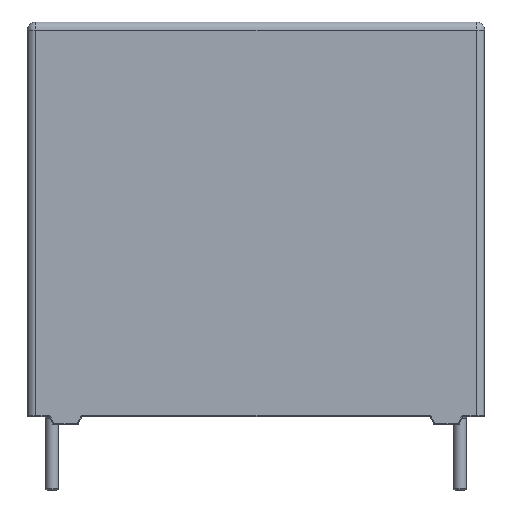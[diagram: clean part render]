
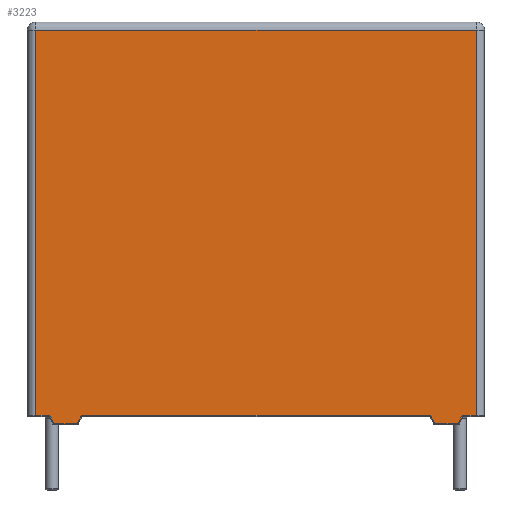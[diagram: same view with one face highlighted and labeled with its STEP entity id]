
A CAD part, front view. The second image highlights one B-rep face of the part: STEP entity #3223.
In plain terms, the highlighted planar face has unit normal (0, -1, 0).
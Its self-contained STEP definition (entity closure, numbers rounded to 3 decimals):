
#32 = EDGE_CURVE ( 'NONE', #1008, #5169, #4495, .T. ) ;
#103 = VERTEX_POINT ( 'NONE', #3566 ) ;
#153 = ORIENTED_EDGE ( 'NONE', *, *, #1794, .F. ) ;
#163 = ORIENTED_EDGE ( 'NONE', *, *, #4829, .T. ) ;
#174 = ORIENTED_EDGE ( 'NONE', *, *, #842, .T. ) ;
#208 = CARTESIAN_POINT ( 'NONE',  ( -33.158, -14., 31.326 ) ) ;
#369 = CARTESIAN_POINT ( 'NONE',  ( 19.064, -14., 0.85 ) ) ;
#374 = VERTEX_POINT ( 'NONE', #5318 ) ;
#407 = CIRCLE ( 'NONE', #3363, 0.2 ) ;
#454 = AXIS2_PLACEMENT_3D ( 'NONE', #6128, #1650, #4724 ) ;
#533 = CARTESIAN_POINT ( 'NONE',  ( -18.882, -14., 0.735 ) ) ;
#556 = DIRECTION ( 'NONE',  ( 0.423, 0., 0.906 ) ) ;
#609 = DIRECTION ( 'NONE',  ( 0.423, 0., 0.906 ) ) ;
#624 = VERTEX_POINT ( 'NONE', #5658 ) ;
#653 = DIRECTION ( 'NONE',  ( 0., 0., -1. ) ) ;
#714 = VERTEX_POINT ( 'NONE', #5277 ) ;
#734 = VECTOR ( 'NONE', #2431, 1000. ) ;
#816 = DIRECTION ( 'NONE',  ( -1., 0., 0. ) ) ;
#842 = EDGE_CURVE ( 'NONE', #5169, #2376, #3503, .T. ) ;
#914 = LINE ( 'NONE', #5463, #734 ) ;
#984 = VERTEX_POINT ( 'NONE', #2521 ) ;
#1008 = VERTEX_POINT ( 'NONE', #5050 ) ;
#1065 = ORIENTED_EDGE ( 'NONE', *, *, #5545, .T. ) ;
#1262 = VECTOR ( 'NONE', #1997, 1000. ) ;
#1340 = CARTESIAN_POINT ( 'NONE',  ( 16.118, -14., 0.735 ) ) ;
#1405 = CARTESIAN_POINT ( 'NONE',  ( 18.882, -14., 0.735 ) ) ;
#1500 = VERTEX_POINT ( 'NONE', #1405 ) ;
#1645 = FACE_OUTER_BOUND ( 'NONE', #4615, .T. ) ;
#1650 = DIRECTION ( 'NONE',  ( 0., -1., 0. ) ) ;
#1672 = CARTESIAN_POINT ( 'NONE',  ( -21., -14., 37. ) ) ;
#1689 = DIRECTION ( 'NONE',  ( 1., 0., 0. ) ) ;
#1794 = EDGE_CURVE ( 'NONE', #5039, #1500, #5536, .T. ) ;
#1812 = ORIENTED_EDGE ( 'NONE', *, *, #32, .T. ) ;
#1997 = DIRECTION ( 'NONE',  ( 1., 0., 0. ) ) ;
#2105 = CARTESIAN_POINT ( 'NONE',  ( 16.414, -14., 0.1 ) ) ;
#2181 = CIRCLE ( 'NONE', #454, 0.2 ) ;
#2270 = EDGE_CURVE ( 'NONE', #984, #374, #3640, .T. ) ;
#2288 = CARTESIAN_POINT ( 'NONE',  ( 18.586, -14., 0.1 ) ) ;
#2376 = VERTEX_POINT ( 'NONE', #3579 ) ;
#2431 = DIRECTION ( 'NONE',  ( 1., 0., 0. ) ) ;
#2458 = EDGE_CURVE ( 'NONE', #5039, #3637, #914, .T. ) ;
#2479 = ORIENTED_EDGE ( 'NONE', *, *, #5890, .F. ) ;
#2486 = VECTOR ( 'NONE', #816, 1000. ) ;
#2521 = CARTESIAN_POINT ( 'NONE',  ( -20.25, -14., 36.25 ) ) ;
#2523 = CARTESIAN_POINT ( 'NONE',  ( -20.25, -14., 37. ) ) ;
#2567 = DIRECTION ( 'NONE',  ( 0., 0., 1. ) ) ;
#2580 = VECTOR ( 'NONE', #1689, 1000. ) ;
#2619 = DIRECTION ( 'NONE',  ( 0., 0., 1. ) ) ;
#2670 = CARTESIAN_POINT ( 'NONE',  ( -21., -14., 0.85 ) ) ;
#2676 = DIRECTION ( 'NONE',  ( 0., 0., 1. ) ) ;
#2698 = CARTESIAN_POINT ( 'NONE',  ( -21., -14., 0.1 ) ) ;
#2736 = ORIENTED_EDGE ( 'NONE', *, *, #3610, .T. ) ;
#2770 = ORIENTED_EDGE ( 'NONE', *, *, #3823, .F. ) ;
#2809 = VECTOR ( 'NONE', #3983, 1000. ) ;
#2810 = VERTEX_POINT ( 'NONE', #2105 ) ;
#2844 = VECTOR ( 'NONE', #5540, 1000. ) ;
#2886 = ORIENTED_EDGE ( 'NONE', *, *, #5181, .T. ) ;
#2926 = VECTOR ( 'NONE', #556, 1000. ) ;
#2948 = VERTEX_POINT ( 'NONE', #3451 ) ;
#3223 = ADVANCED_FACE ( 'NONE', ( #1645 ), #4623, .F. ) ;
#3363 = AXIS2_PLACEMENT_3D ( 'NONE', #4120, #3667, #2619 ) ;
#3451 = CARTESIAN_POINT ( 'NONE',  ( -19.064, -14., 0.85 ) ) ;
#3462 = CARTESIAN_POINT ( 'NONE',  ( -4.418, -14., 44.738 ) ) ;
#3503 = LINE ( 'NONE', #4469, #2926 ) ;
#3554 = ORIENTED_EDGE ( 'NONE', *, *, #4907, .F. ) ;
#3562 = AXIS2_PLACEMENT_3D ( 'NONE', #5634, #5565, #2567 ) ;
#3566 = CARTESIAN_POINT ( 'NONE',  ( 20.25, -14., 36.25 ) ) ;
#3568 = LINE ( 'NONE', #5102, #3761 ) ;
#3579 = CARTESIAN_POINT ( 'NONE',  ( -16.118, -14., 0.735 ) ) ;
#3610 = EDGE_CURVE ( 'NONE', #374, #2948, #4170, .T. ) ;
#3633 = DIRECTION ( 'NONE',  ( 0., 1., 0. ) ) ;
#3637 = VERTEX_POINT ( 'NONE', #5340 ) ;
#3640 = LINE ( 'NONE', #2523, #5964 ) ;
#3667 = DIRECTION ( 'NONE',  ( 0., -1., 0. ) ) ;
#3761 = VECTOR ( 'NONE', #609, 1000. ) ;
#3772 = EDGE_CURVE ( 'NONE', #624, #714, #5494, .T. ) ;
#3823 = EDGE_CURVE ( 'NONE', #4355, #714, #2181, .T. ) ;
#3983 = DIRECTION ( 'NONE',  ( 1., 0., 0. ) ) ;
#4002 = DIRECTION ( 'NONE',  ( 0.423, 0., -0.906 ) ) ;
#4003 = EDGE_CURVE ( 'NONE', #3637, #103, #5458, .T. ) ;
#4120 = CARTESIAN_POINT ( 'NONE',  ( -19.064, -14., 0.65 ) ) ;
#4135 = ORIENTED_EDGE ( 'NONE', *, *, #2270, .T. ) ;
#4170 = LINE ( 'NONE', #2670, #2580 ) ;
#4223 = VERTEX_POINT ( 'NONE', #533 ) ;
#4306 = LINE ( 'NONE', #2698, #5098 ) ;
#4330 = EDGE_CURVE ( 'NONE', #2810, #5647, #4306, .T. ) ;
#4334 = ORIENTED_EDGE ( 'NONE', *, *, #4330, .T. ) ;
#4351 = ORIENTED_EDGE ( 'NONE', *, *, #4003, .T. ) ;
#4355 = VERTEX_POINT ( 'NONE', #1340 ) ;
#4469 = CARTESIAN_POINT ( 'NONE',  ( -16.091, -14., 0.792 ) ) ;
#4495 = LINE ( 'NONE', #4945, #2809 ) ;
#4504 = EDGE_CURVE ( 'NONE', #103, #984, #5210, .T. ) ;
#4524 = LINE ( 'NONE', #208, #2844 ) ;
#4604 = AXIS2_PLACEMENT_3D ( 'NONE', #4772, #5725, #2676 ) ;
#4610 = LINE ( 'NONE', #3462, #5222 ) ;
#4615 = EDGE_LOOP ( 'NONE', ( #4135, #2736, #2479, #1065, #1812, #174, #3554, #5345, #2770, #163, #4334, #2886, #153, #5326, #4351, #5148 ) ) ;
#4623 = PLANE ( 'NONE',  #5897 ) ;
#4724 = DIRECTION ( 'NONE',  ( 0., 0., 1. ) ) ;
#4730 = DIRECTION ( 'NONE',  ( 1., 0., 0. ) ) ;
#4772 = CARTESIAN_POINT ( 'NONE',  ( -15.936, -14., 0.65 ) ) ;
#4829 = EDGE_CURVE ( 'NONE', #4355, #2810, #4610, .T. ) ;
#4907 = EDGE_CURVE ( 'NONE', #624, #2376, #5519, .T. ) ;
#4945 = CARTESIAN_POINT ( 'NONE',  ( -21., -14., 0.1 ) ) ;
#5015 = CARTESIAN_POINT ( 'NONE',  ( -21., -14., 0.85 ) ) ;
#5039 = VERTEX_POINT ( 'NONE', #369 ) ;
#5050 = CARTESIAN_POINT ( 'NONE',  ( -18.586, -14., 0.1 ) ) ;
#5098 = VECTOR ( 'NONE', #4730, 1000. ) ;
#5102 = CARTESIAN_POINT ( 'NONE',  ( 18.909, -14., 0.792 ) ) ;
#5148 = ORIENTED_EDGE ( 'NONE', *, *, #4504, .T. ) ;
#5169 = VERTEX_POINT ( 'NONE', #5461 ) ;
#5181 = EDGE_CURVE ( 'NONE', #5647, #1500, #3568, .T. ) ;
#5210 = LINE ( 'NONE', #6261, #2486 ) ;
#5222 = VECTOR ( 'NONE', #4002, 1000. ) ;
#5277 = CARTESIAN_POINT ( 'NONE',  ( 15.936, -14., 0.85 ) ) ;
#5318 = CARTESIAN_POINT ( 'NONE',  ( -20.25, -14., 0.85 ) ) ;
#5326 = ORIENTED_EDGE ( 'NONE', *, *, #2458, .T. ) ;
#5340 = CARTESIAN_POINT ( 'NONE',  ( 20.25, -14., 0.85 ) ) ;
#5345 = ORIENTED_EDGE ( 'NONE', *, *, #3772, .T. ) ;
#5458 = LINE ( 'NONE', #5889, #6310 ) ;
#5461 = CARTESIAN_POINT ( 'NONE',  ( -16.414, -14., 0.1 ) ) ;
#5463 = CARTESIAN_POINT ( 'NONE',  ( -21., -14., 0.85 ) ) ;
#5494 = LINE ( 'NONE', #5015, #1262 ) ;
#5519 = CIRCLE ( 'NONE', #4604, 0.2 ) ;
#5536 = CIRCLE ( 'NONE', #3562, 0.2 ) ;
#5540 = DIRECTION ( 'NONE',  ( 0.423, 0., -0.906 ) ) ;
#5545 = EDGE_CURVE ( 'NONE', #4223, #1008, #4524, .T. ) ;
#5565 = DIRECTION ( 'NONE',  ( 0., -1., 0. ) ) ;
#5634 = CARTESIAN_POINT ( 'NONE',  ( 19.064, -14., 0.65 ) ) ;
#5647 = VERTEX_POINT ( 'NONE', #2288 ) ;
#5658 = CARTESIAN_POINT ( 'NONE',  ( -15.936, -14., 0.85 ) ) ;
#5725 = DIRECTION ( 'NONE',  ( 0., -1., 0. ) ) ;
#5889 = CARTESIAN_POINT ( 'NONE',  ( 20.25, -14., 37. ) ) ;
#5890 = EDGE_CURVE ( 'NONE', #4223, #2948, #407, .T. ) ;
#5897 = AXIS2_PLACEMENT_3D ( 'NONE', #1672, #3633, #6120 ) ;
#5964 = VECTOR ( 'NONE', #653, 1000. ) ;
#6120 = DIRECTION ( 'NONE',  ( 0., 0., 1. ) ) ;
#6128 = CARTESIAN_POINT ( 'NONE',  ( 15.936, -14., 0.65 ) ) ;
#6261 = CARTESIAN_POINT ( 'NONE',  ( -21., -14., 36.25 ) ) ;
#6310 = VECTOR ( 'NONE', #6339, 1000. ) ;
#6339 = DIRECTION ( 'NONE',  ( 0., 0., 1. ) ) ;
